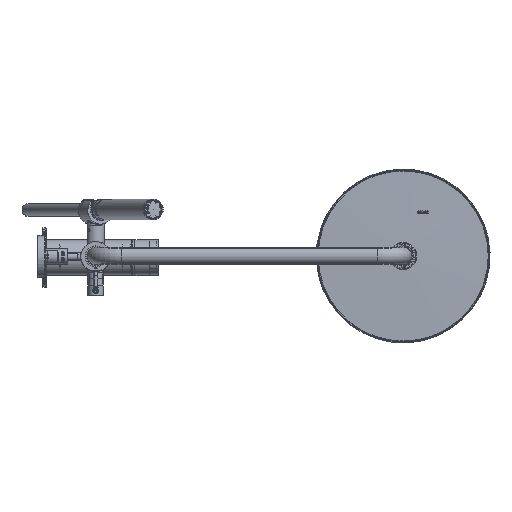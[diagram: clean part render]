
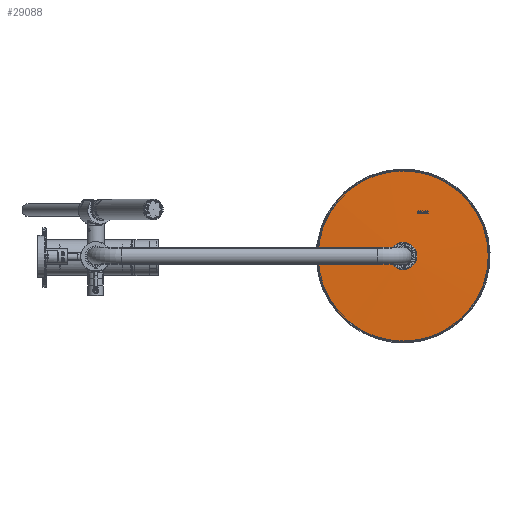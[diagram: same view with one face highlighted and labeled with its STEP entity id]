
A CAD part, top view. The second image highlights one B-rep face of the part: STEP entity #29088.
In plain terms, the highlighted spherical face has radius 3234.33 mm.
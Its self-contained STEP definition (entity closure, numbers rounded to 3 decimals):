
#1636=SPHERICAL_SURFACE('',#36582,3234.333);
#9221=ORIENTED_EDGE('',*,*,#15002,.T.);
#9222=ORIENTED_EDGE('',*,*,#15003,.T.);
#15002=EDGE_CURVE('',#18398,#18398,#20622,.T.);
#15003=EDGE_CURVE('',#18399,#18399,#20623,.T.);
#18398=VERTEX_POINT('',#52686);
#18399=VERTEX_POINT('',#52688);
#20622=CIRCLE('',#36583,14.151);
#20623=CIRCLE('',#36584,100.166);
#23062=EDGE_LOOP('',(#9221));
#23063=EDGE_LOOP('',(#9222));
#26198=FACE_BOUND('',#23062,.T.);
#26199=FACE_BOUND('',#23063,.T.);
#29088=ADVANCED_FACE('',(#26198,#26199),#1636,.T.);
#36582=AXIS2_PLACEMENT_3D('',#52684,#42245,#42246);
#36583=AXIS2_PLACEMENT_3D('',#52685,#42247,#42248);
#36584=AXIS2_PLACEMENT_3D('',#52687,#42249,#42250);
#42245=DIRECTION('',(0.,1.,0.));
#42246=DIRECTION('',(0.,0.,-1.));
#42247=DIRECTION('',(0.,0.,-1.));
#42248=DIRECTION('',(-1.,0.,0.));
#42249=DIRECTION('',(0.,0.,1.));
#42250=DIRECTION('',(1.,0.,0.));
#52684=CARTESIAN_POINT('',(0.,0.,
-3233.333));
#52685=CARTESIAN_POINT('',(0.,0.,0.969));
#52686=CARTESIAN_POINT('',(-14.151,0.,0.969));
#52687=CARTESIAN_POINT('',(0.,0.,-0.551));
#52688=CARTESIAN_POINT('',(100.166,0.,-0.551));
